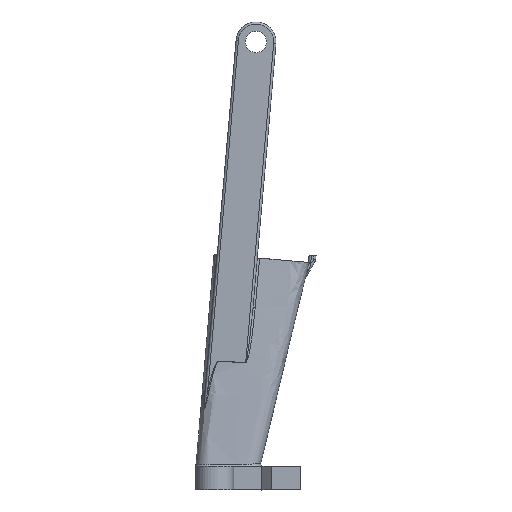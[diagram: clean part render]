
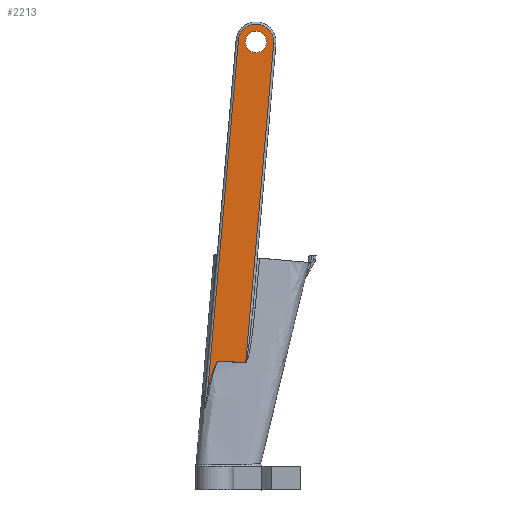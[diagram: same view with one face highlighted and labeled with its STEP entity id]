
A CAD part, left-side view. The second image highlights one B-rep face of the part: STEP entity #2213.
In plain terms, the highlighted planar face has unit normal (-1, 0, 0).
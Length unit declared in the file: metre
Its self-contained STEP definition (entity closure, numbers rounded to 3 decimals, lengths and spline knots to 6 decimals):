
#121=CIRCLE('',#2371,0.00225);
#126=CIRCLE('',#2379,0.00375);
#273=LINE('',#9018,#427);
#274=LINE('',#9038,#428);
#427=VECTOR('',#2806,1.);
#428=VECTOR('',#2809,1.);
#844=ORIENTED_EDGE('',*,*,#1287,.F.);
#845=ORIENTED_EDGE('',*,*,#1337,.F.);
#846=ORIENTED_EDGE('',*,*,#1336,.F.);
#847=ORIENTED_EDGE('',*,*,#1296,.F.);
#848=ORIENTED_EDGE('',*,*,#1338,.F.);
#1287=EDGE_CURVE('',#1578,#1578,#121,.T.);
#1296=EDGE_CURVE('',#1584,#1585,#126,.T.);
#1336=EDGE_CURVE('',#1585,#1608,#273,.T.);
#1337=EDGE_CURVE('',#1608,#1609,#1719,.T.);
#1338=EDGE_CURVE('',#1609,#1584,#274,.T.);
#1578=VERTEX_POINT('',#6575);
#1584=VERTEX_POINT('',#6592);
#1585=VERTEX_POINT('',#6594);
#1608=VERTEX_POINT('',#9017);
#1609=VERTEX_POINT('',#9037);
#1719=B_SPLINE_CURVE_WITH_KNOTS('',3,(#9020,#9021,#9022,#9023,#9024,#9025,
#9026,#9027,#9028,#9029,#9030,#9031,#9032,#9033,#9034,#9035,#9036),
 .UNSPECIFIED.,.F.,.F.,(4,1,1,1,1,2,1,1,1,1,1,1,1,4),(-1.256219,
-0.916638,-0.803444,-0.746847,-0.718548,
-0.69025,-0.655738,-0.621225,-0.5522,
-0.483175,-0.41415,-0.345125,-0.2761,
0.),.UNSPECIFIED.);
#1871=EDGE_LOOP('',(#844));
#1872=EDGE_LOOP('',(#845,#846,#847,#848));
#2027=FACE_BOUND('',#1871,.T.);
#2028=FACE_BOUND('',#1872,.T.);
#2126=PLANE('',#2395);
#2213=ADVANCED_FACE('',(#2027,#2028),#2126,.F.);
#2371=AXIS2_PLACEMENT_3D('',#6574,#2747,#2748);
#2379=AXIS2_PLACEMENT_3D('',#6593,#2767,#2768);
#2395=AXIS2_PLACEMENT_3D('',#9019,#2807,#2808);
#2747=DIRECTION('',(-1.,0.,0.));
#2748=DIRECTION('',(0.,1.,0.));
#2767=DIRECTION('',(1.,0.,0.));
#2768=DIRECTION('',(0.,-0.087,0.996));
#2806=DIRECTION('',(0.,0.087,-0.996));
#2807=DIRECTION('',(1.,0.,0.));
#2808=DIRECTION('',(0.,1.,0.));
#2809=DIRECTION('',(0.,-0.087,0.996));
#6574=CARTESIAN_POINT('',(-0.000548,0.283142,0.654144));
#6575=CARTESIAN_POINT('',(-0.000548,0.285392,0.654144));
#6592=CARTESIAN_POINT('',(-0.000548,0.286878,0.654471));
#6593=CARTESIAN_POINT('',(-0.000548,0.283142,0.654144));
#6594=CARTESIAN_POINT('',(-0.000548,0.279407,0.653817));
#9017=CARTESIAN_POINT('',(-0.000548,0.285326,0.586154));
#9018=CARTESIAN_POINT('',(-0.000548,0.282367,0.61998));
#9019=CARTESIAN_POINT('',(-0.000548,0.285749,0.626198));
#9020=CARTESIAN_POINT('',(-0.000548,0.285326,0.586154));
#9021=CARTESIAN_POINT('',(-0.000548,0.286456,0.586221));
#9022=CARTESIAN_POINT('',(-0.000548,0.287963,0.58631));
#9023=CARTESIAN_POINT('',(-0.000548,0.289659,0.586405));
#9024=CARTESIAN_POINT('',(-0.000548,0.290318,0.586441));
#9025=CARTESIAN_POINT('',(-0.000548,0.290695,0.586461));
#9026=CARTESIAN_POINT('',(-0.000548,0.290883,0.586471));
#9027=CARTESIAN_POINT('',(-0.000548,0.291093,0.586481));
#9028=CARTESIAN_POINT('',(-0.000548,0.291301,0.586353));
#9029=CARTESIAN_POINT('',(-0.000548,0.291584,0.585986));
#9030=CARTESIAN_POINT('',(-0.000548,0.29185,0.585471));
#9031=CARTESIAN_POINT('',(-0.000548,0.292109,0.58483));
#9032=CARTESIAN_POINT('',(-0.000548,0.292335,0.584178));
#9033=CARTESIAN_POINT('',(-0.000548,0.292539,0.583519));
#9034=CARTESIAN_POINT('',(-0.000548,0.292915,0.58219));
#9035=CARTESIAN_POINT('',(-0.000548,0.293181,0.581066));
#9036=CARTESIAN_POINT('',(-0.000548,0.293379,0.580167));
#9037=CARTESIAN_POINT('',(-0.000548,0.293379,0.580167));
#9038=CARTESIAN_POINT('',(-0.000548,0.290289,0.61548));
